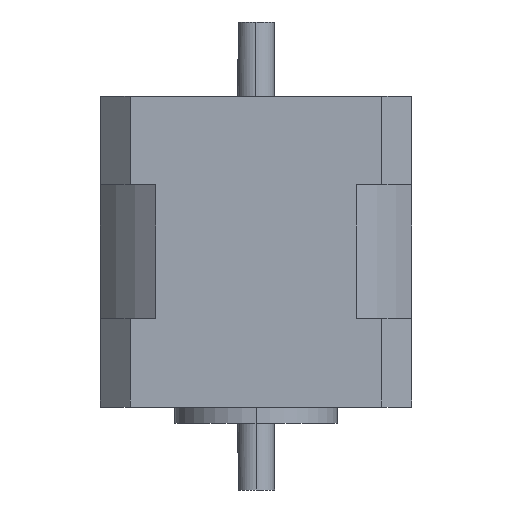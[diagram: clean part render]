
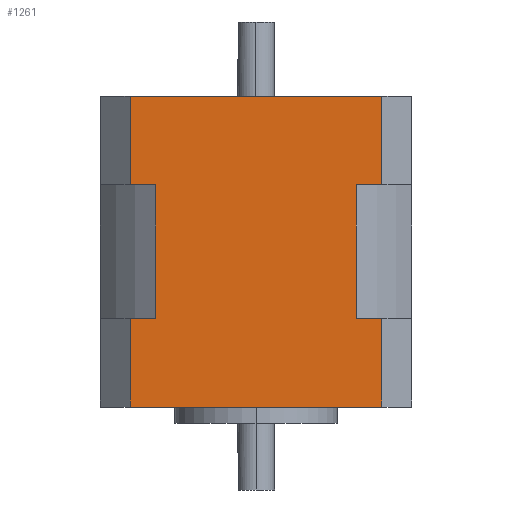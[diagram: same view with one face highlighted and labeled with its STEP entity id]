
A CAD part, left-side view. The second image highlights one B-rep face of the part: STEP entity #1261.
In plain terms, the highlighted planar face has unit normal (-1, 0, 0).
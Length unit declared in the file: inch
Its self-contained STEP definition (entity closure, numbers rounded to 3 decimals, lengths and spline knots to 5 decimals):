
#1 = CARTESIAN_POINT ( 'NONE',  ( -1.22618, 0.21473, 1.08058 ) ) ;
#2 = DIRECTION ( 'NONE',  ( 0., 1., 0. ) ) ;
#3 = VECTOR ( 'NONE', #2, 39.37008 ) ;
#4 = CARTESIAN_POINT ( 'NONE',  ( -1.22618, 0.05725, 1.08058 ) ) ;
#5 = LINE ( 'NONE', #4, #3 ) ;
#46 = DIRECTION ( 'NONE',  ( 0., 1., 0. ) ) ;
#47 = VECTOR ( 'NONE', #46, 39.37008 ) ;
#48 = CARTESIAN_POINT ( 'NONE',  ( -1.22618, 0.05725, 1.78925 ) ) ;
#49 = LINE ( 'NONE', #48, #47 ) ;
#50 = CARTESIAN_POINT ( 'NONE',  ( -1.22618, 0.34998, 1.78925 ) ) ;
#51 = DIRECTION ( 'NONE',  ( 0., 0., -1. ) ) ;
#52 = VECTOR ( 'NONE', #51, 39.37008 ) ;
#53 = CARTESIAN_POINT ( 'NONE',  ( -1.22618, 0.34998, 1.43492 ) ) ;
#54 = LINE ( 'NONE', #53, #52 ) ;
#55 = CARTESIAN_POINT ( 'NONE',  ( -1.22618, 0.34998, 1.08058 ) ) ;
#890 = EDGE_CURVE ( 'NONE', #892, #891, #1623, .T. ) ;
#891 = VERTEX_POINT ( 'NONE', #1619 ) ;
#892 = VERTEX_POINT ( 'NONE', #1618 ) ;
#1089 = VERTEX_POINT ( 'NONE', #2233 ) ;
#1091 = EDGE_CURVE ( 'NONE', #1104, #1089, #2231, .T. ) ;
#1104 = VERTEX_POINT ( 'NONE', #2279 ) ;
#1106 = EDGE_CURVE ( 'NONE', #1119, #1104, #2278, .T. ) ;
#1119 = VERTEX_POINT ( 'NONE', #2376 ) ;
#1121 = EDGE_CURVE ( 'NONE', #1119, #1122, #2375, .T. ) ;
#1122 = VERTEX_POINT ( 'NONE', #2371 ) ;
#1197 = EDGE_CURVE ( 'NONE', #1198, #1199, #2558, .T. ) ;
#1198 = VERTEX_POINT ( 'NONE', #2554 ) ;
#1199 = VERTEX_POINT ( 'NONE', #2553 ) ;
#1247 = VERTEX_POINT ( 'NONE', #2721 ) ;
#1248 = ORIENTED_EDGE ( 'NONE', *, *, #1249, .F. ) ;
#1249 = EDGE_CURVE ( 'NONE', #892, #1247, #2720, .T. ) ;
#1250 = ORIENTED_EDGE ( 'NONE', *, *, #890, .T. ) ;
#1251 = ORIENTED_EDGE ( 'NONE', *, *, #1252, .F. ) ;
#1252 = EDGE_CURVE ( 'NONE', #1122, #891, #2715, .T. ) ;
#1261 = ADVANCED_FACE ( 'NONE', ( #2743 ), #2776, .T. ) ;
#1262 = EDGE_LOOP ( 'NONE', ( #1263, #1323, #1326, #1248, #1250, #1251, #1307, #1308, #1309, #1310, #1312, #1313 ) ) ;
#1263 = ORIENTED_EDGE ( 'NONE', *, *, #1320, .T. ) ;
#1307 = ORIENTED_EDGE ( 'NONE', *, *, #1121, .F. ) ;
#1308 = ORIENTED_EDGE ( 'NONE', *, *, #1106, .T. ) ;
#1309 = ORIENTED_EDGE ( 'NONE', *, *, #1091, .T. ) ;
#1310 = ORIENTED_EDGE ( 'NONE', *, *, #1311, .T. ) ;
#1311 = EDGE_CURVE ( 'NONE', #1089, #1199, #2882, .T. ) ;
#1312 = ORIENTED_EDGE ( 'NONE', *, *, #1197, .F. ) ;
#1313 = ORIENTED_EDGE ( 'NONE', *, *, #1314, .T. ) ;
#1314 = EDGE_CURVE ( 'NONE', #1198, #1321, #2878, .T. ) ;
#1320 = EDGE_CURVE ( 'NONE', #1321, #1322, #5, .T. ) ;
#1321 = VERTEX_POINT ( 'NONE', #1 ) ;
#1322 = VERTEX_POINT ( 'NONE', #55 ) ;
#1323 = ORIENTED_EDGE ( 'NONE', *, *, #1324, .F. ) ;
#1324 = EDGE_CURVE ( 'NONE', #1325, #1322, #54, .T. ) ;
#1325 = VERTEX_POINT ( 'NONE', #50 ) ;
#1326 = ORIENTED_EDGE ( 'NONE', *, *, #1327, .F. ) ;
#1327 = EDGE_CURVE ( 'NONE', #1247, #1325, #49, .T. ) ;
#1618 = CARTESIAN_POINT ( 'NONE',  ( -1.22618, 0.21473, 2.26169 ) ) ;
#1619 = CARTESIAN_POINT ( 'NONE',  ( -1.22618, 1.55331, 2.26169 ) ) ;
#1620 = DIRECTION ( 'NONE',  ( 0., 1., 0. ) ) ;
#1621 = VECTOR ( 'NONE', #1620, 39.37008 ) ;
#1622 = CARTESIAN_POINT ( 'NONE',  ( -1.22618, 0.05725, 2.26169 ) ) ;
#1623 = LINE ( 'NONE', #1622, #1621 ) ;
#2228 = DIRECTION ( 'NONE',  ( 0., 1., 0. ) ) ;
#2229 = VECTOR ( 'NONE', #2228, 39.37008 ) ;
#2230 = CARTESIAN_POINT ( 'NONE',  ( -1.22618, 0.05725, 1.08058 ) ) ;
#2231 = LINE ( 'NONE', #2230, #2229 ) ;
#2233 = CARTESIAN_POINT ( 'NONE',  ( -1.22618, 1.55331, 1.08058 ) ) ;
#2275 = DIRECTION ( 'NONE',  ( 0., 0., -1. ) ) ;
#2276 = VECTOR ( 'NONE', #2275, 39.37008 ) ;
#2277 = CARTESIAN_POINT ( 'NONE',  ( -1.22618, 1.41806, 1.43492 ) ) ;
#2278 = LINE ( 'NONE', #2277, #2276 ) ;
#2279 = CARTESIAN_POINT ( 'NONE',  ( -1.22618, 1.41806, 1.08058 ) ) ;
#2371 = CARTESIAN_POINT ( 'NONE',  ( -1.22618, 1.55331, 1.78925 ) ) ;
#2372 = DIRECTION ( 'NONE',  ( 0., 1., 0. ) ) ;
#2373 = VECTOR ( 'NONE', #2372, 39.37008 ) ;
#2374 = CARTESIAN_POINT ( 'NONE',  ( -1.22618, 0.05725, 1.78925 ) ) ;
#2375 = LINE ( 'NONE', #2374, #2373 ) ;
#2376 = CARTESIAN_POINT ( 'NONE',  ( -1.22618, 1.41806, 1.78925 ) ) ;
#2553 = CARTESIAN_POINT ( 'NONE',  ( -1.22618, 1.55331, 0.60814 ) ) ;
#2554 = CARTESIAN_POINT ( 'NONE',  ( -1.22618, 0.21473, 0.60814 ) ) ;
#2555 = DIRECTION ( 'NONE',  ( 0., 1., 0. ) ) ;
#2556 = VECTOR ( 'NONE', #2555, 39.37008 ) ;
#2557 = CARTESIAN_POINT ( 'NONE',  ( -1.22618, 0.05725, 0.60814 ) ) ;
#2558 = LINE ( 'NONE', #2557, #2556 ) ;
#2712 = DIRECTION ( 'NONE',  ( 0., 0., 1. ) ) ;
#2713 = VECTOR ( 'NONE', #2712, 39.37008 ) ;
#2714 = CARTESIAN_POINT ( 'NONE',  ( -1.22618, 1.55331, 2.26169 ) ) ;
#2715 = LINE ( 'NONE', #2714, #2713 ) ;
#2717 = DIRECTION ( 'NONE',  ( 0., 0., -1. ) ) ;
#2718 = VECTOR ( 'NONE', #2717, 39.37008 ) ;
#2719 = CARTESIAN_POINT ( 'NONE',  ( -1.22618, 0.21473, 1.78925 ) ) ;
#2720 = LINE ( 'NONE', #2719, #2718 ) ;
#2721 = CARTESIAN_POINT ( 'NONE',  ( -1.22618, 0.21473, 1.78925 ) ) ;
#2743 = FACE_OUTER_BOUND ( 'NONE', #1262, .T. ) ;
#2771 = DIRECTION ( 'NONE',  ( 0., 0., 1. ) ) ;
#2772 = DIRECTION ( 'NONE',  ( -1., 0., 0. ) ) ;
#2773 = CARTESIAN_POINT ( 'NONE',  ( -1.22618, 0.05725, 1.08058 ) ) ;
#2774 = AXIS2_PLACEMENT_3D ( 'NONE', #2773, #2772, #2771 ) ;
#2776 = PLANE ( 'NONE',  #2774 ) ;
#2874 = DIRECTION ( 'NONE',  ( 0., 0., 1. ) ) ;
#2875 = VECTOR ( 'NONE', #2874, 39.37008 ) ;
#2876 = CARTESIAN_POINT ( 'NONE',  ( -1.22618, 0.21473, 1.08058 ) ) ;
#2878 = LINE ( 'NONE', #2876, #2875 ) ;
#2879 = DIRECTION ( 'NONE',  ( 0., 0., -1. ) ) ;
#2880 = VECTOR ( 'NONE', #2879, 39.37008 ) ;
#2881 = CARTESIAN_POINT ( 'NONE',  ( -1.22618, 1.55331, 0.60814 ) ) ;
#2882 = LINE ( 'NONE', #2881, #2880 ) ;
